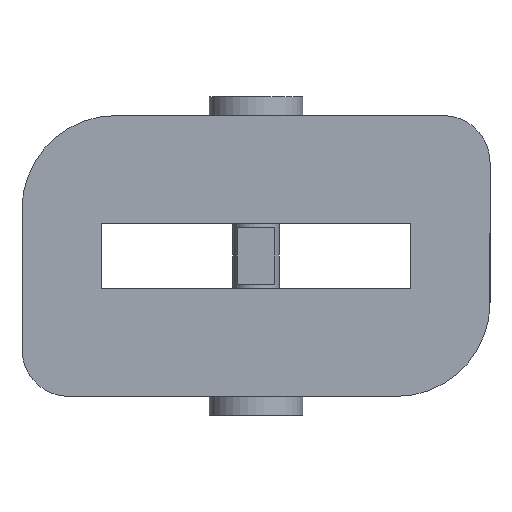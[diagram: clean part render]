
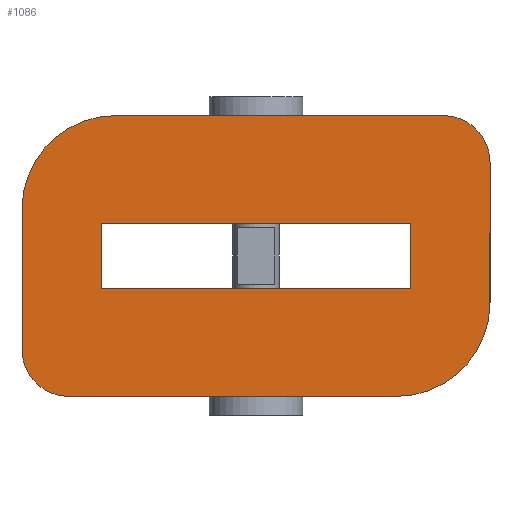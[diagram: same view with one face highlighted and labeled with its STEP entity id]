
A CAD part, front view. The second image highlights one B-rep face of the part: STEP entity #1086.
In plain terms, the highlighted planar face has unit normal (0, -1, 0).
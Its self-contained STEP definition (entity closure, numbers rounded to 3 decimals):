
#32=FACE_BOUND('',#183,.T.);
#62=PLANE('',#1235);
#118=FACE_OUTER_BOUND('',#182,.T.);
#182=EDGE_LOOP('',(#948,#949,#950,#951,#952,#953,#954,#955));
#183=EDGE_LOOP('',(#956,#957,#958,#959));
#209=LINE('',#1609,#316);
#227=LINE('',#1654,#334);
#235=LINE('',#1682,#342);
#240=LINE('',#1703,#347);
#243=LINE('',#1708,#350);
#245=LINE('',#1712,#352);
#247=LINE('',#1715,#354);
#287=LINE('',#1832,#394);
#316=VECTOR('',#1282,10.);
#334=VECTOR('',#1314,10.);
#342=VECTOR('',#1342,10.);
#347=VECTOR('',#1359,10.);
#350=VECTOR('',#1364,10.);
#352=VECTOR('',#1368,10.);
#354=VECTOR('',#1372,10.);
#394=VECTOR('',#1502,10.);
#419=CIRCLE('',#1159,10.);
#424=CIRCLE('',#1167,10.);
#430=CIRCLE('',#1175,5.);
#431=CIRCLE('',#1177,5.);
#465=VERTEX_POINT('',#1596);
#466=VERTEX_POINT('',#1597);
#470=VERTEX_POINT('',#1607);
#488=VERTEX_POINT('',#1647);
#489=VERTEX_POINT('',#1648);
#490=VERTEX_POINT('',#1653);
#499=VERTEX_POINT('',#1676);
#500=VERTEX_POINT('',#1678);
#509=VERTEX_POINT('',#1701);
#510=VERTEX_POINT('',#1702);
#511=VERTEX_POINT('',#1707);
#512=VERTEX_POINT('',#1711);
#567=EDGE_CURVE('',#465,#466,#419,.T.);
#573=EDGE_CURVE('',#465,#470,#209,.T.);
#592=EDGE_CURVE('',#488,#489,#424,.T.);
#595=EDGE_CURVE('',#489,#490,#227,.T.);
#606=EDGE_CURVE('',#490,#470,#430,.T.);
#608=EDGE_CURVE('',#499,#500,#431,.T.);
#610=EDGE_CURVE('',#466,#499,#235,.T.);
#620=EDGE_CURVE('',#509,#510,#240,.T.);
#623=EDGE_CURVE('',#510,#511,#243,.T.);
#625=EDGE_CURVE('',#511,#512,#245,.T.);
#627=EDGE_CURVE('',#512,#509,#247,.T.);
#685=EDGE_CURVE('',#488,#500,#287,.T.);
#948=ORIENTED_EDGE('',*,*,#567,.F.);
#949=ORIENTED_EDGE('',*,*,#573,.T.);
#950=ORIENTED_EDGE('',*,*,#606,.F.);
#951=ORIENTED_EDGE('',*,*,#595,.F.);
#952=ORIENTED_EDGE('',*,*,#592,.F.);
#953=ORIENTED_EDGE('',*,*,#685,.T.);
#954=ORIENTED_EDGE('',*,*,#608,.F.);
#955=ORIENTED_EDGE('',*,*,#610,.F.);
#956=ORIENTED_EDGE('',*,*,#625,.T.);
#957=ORIENTED_EDGE('',*,*,#627,.T.);
#958=ORIENTED_EDGE('',*,*,#620,.T.);
#959=ORIENTED_EDGE('',*,*,#623,.T.);
#1086=ADVANCED_FACE('',(#118,#32),#62,.T.);
#1159=AXIS2_PLACEMENT_3D('',#1598,#1272,#1273);
#1167=AXIS2_PLACEMENT_3D('',#1649,#1308,#1309);
#1175=AXIS2_PLACEMENT_3D('',#1674,#1332,#1333);
#1177=AXIS2_PLACEMENT_3D('',#1679,#1337,#1338);
#1235=AXIS2_PLACEMENT_3D('',#1836,#1508,#1509);
#1272=DIRECTION('center_axis',(0.,1.,0.));
#1273=DIRECTION('ref_axis',(0.707,0.,-0.707));
#1282=DIRECTION('',(0.,0.,1.));
#1308=DIRECTION('center_axis',(0.,1.,0.));
#1309=DIRECTION('ref_axis',(-0.707,0.,0.707));
#1314=DIRECTION('',(1.,0.,0.));
#1332=DIRECTION('center_axis',(0.,1.,0.));
#1333=DIRECTION('ref_axis',(0.707,0.,0.707));
#1337=DIRECTION('center_axis',(0.,1.,0.));
#1338=DIRECTION('ref_axis',(-0.707,0.,-0.707));
#1342=DIRECTION('',(-1.,0.,0.));
#1359=DIRECTION('',(0.,0.,1.));
#1364=DIRECTION('',(1.,0.,0.));
#1368=DIRECTION('',(0.,0.,-1.));
#1372=DIRECTION('',(-1.,0.,0.));
#1502=DIRECTION('',(0.,0.,-1.));
#1508=DIRECTION('center_axis',(0.,-1.,0.));
#1509=DIRECTION('ref_axis',(1.,0.,0.));
#1596=CARTESIAN_POINT('',(25.,-2.5,-5.));
#1597=CARTESIAN_POINT('',(15.,-2.5,-15.));
#1598=CARTESIAN_POINT('Origin',(15.,-2.5,-5.));
#1607=CARTESIAN_POINT('',(25.,-2.5,10.));
#1609=CARTESIAN_POINT('',(25.,-2.5,0.));
#1647=CARTESIAN_POINT('',(-25.,-2.5,5.));
#1648=CARTESIAN_POINT('',(-15.,-2.5,15.));
#1649=CARTESIAN_POINT('Origin',(-15.,-2.5,5.));
#1653=CARTESIAN_POINT('',(20.,-2.5,15.));
#1654=CARTESIAN_POINT('',(-25.,-2.5,15.));
#1674=CARTESIAN_POINT('Origin',(20.,-2.5,10.));
#1676=CARTESIAN_POINT('',(-20.,-2.5,-15.));
#1678=CARTESIAN_POINT('',(-25.,-2.5,-10.));
#1679=CARTESIAN_POINT('Origin',(-20.,-2.5,-10.));
#1682=CARTESIAN_POINT('',(-25.,-2.5,-15.));
#1701=CARTESIAN_POINT('',(-16.5,-2.5,-3.5));
#1702=CARTESIAN_POINT('',(-16.5,-2.5,3.5));
#1703=CARTESIAN_POINT('',(-16.5,-2.5,1.75));
#1707=CARTESIAN_POINT('',(16.5,-2.5,3.5));
#1708=CARTESIAN_POINT('',(-4.25,-2.5,3.5));
#1711=CARTESIAN_POINT('',(16.5,-2.5,-3.5));
#1712=CARTESIAN_POINT('',(16.5,-2.5,-1.75));
#1715=CARTESIAN_POINT('',(-20.75,-2.5,-3.5));
#1832=CARTESIAN_POINT('',(-25.,-2.5,0.));
#1836=CARTESIAN_POINT('Origin',(-25.,-2.5,0.));
